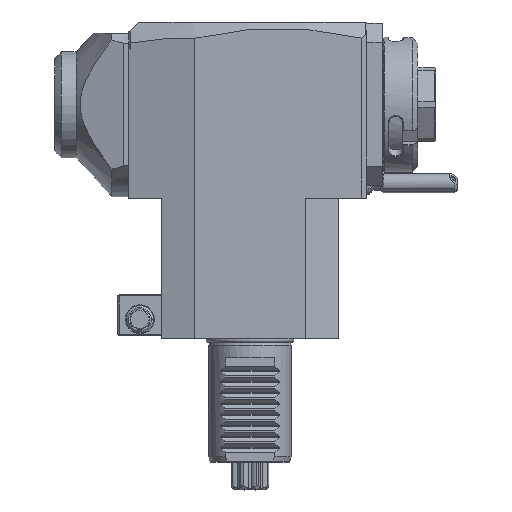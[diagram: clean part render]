
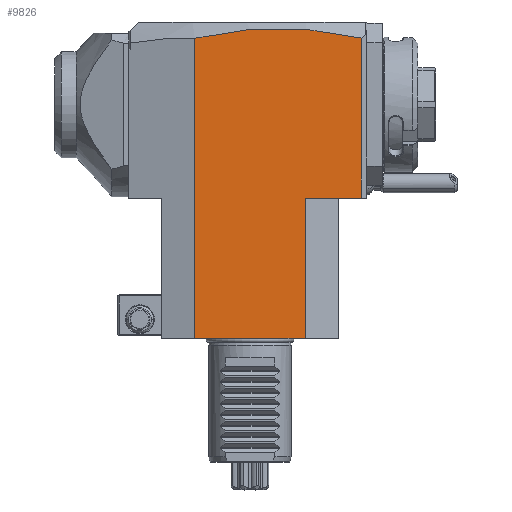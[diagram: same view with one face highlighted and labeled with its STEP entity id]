
A CAD part, top view. The second image highlights one B-rep face of the part: STEP entity #9826.
In plain terms, the highlighted planar face has unit normal (0, 0, 1).
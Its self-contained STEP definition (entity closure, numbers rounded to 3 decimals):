
#17=DIRECTION('',(-1.,0.,0.));
#18=VECTOR('',#17,40.);
#19=CARTESIAN_POINT('',(20.,0.,32.));
#20=LINE('',#19,#18);
#313=DIRECTION('',(-1.,0.,0.));
#314=VECTOR('',#313,20.5);
#315=CARTESIAN_POINT('',(40.5,51.,32.));
#316=LINE('',#315,#314);
#317=CARTESIAN_POINT('',(40.5,109.133,32.));
#318=CARTESIAN_POINT('',(35.458,110.345,32.));
#319=CARTESIAN_POINT('',(25.373,112.145,32.));
#320=CARTESIAN_POINT('',(10.247,113.032,32.));
#321=CARTESIAN_POINT('',(-4.877,112.124,32.));
#322=CARTESIAN_POINT('',(-14.959,110.311,32.));
#323=CARTESIAN_POINT('',(-20.,109.092,32.));
#329=DIRECTION('',(0.,1.,0.));
#330=VECTOR('',#329,58.133);
#331=CARTESIAN_POINT('',(40.5,51.,32.));
#332=LINE('',#331,#330);
#556=DIRECTION('',(0.,-1.,0.));
#557=VECTOR('',#556,109.092);
#558=CARTESIAN_POINT('',(-20.,109.092,32.));
#559=LINE('',#558,#557);
#5327=DIRECTION('',(0.,1.,0.));
#5328=VECTOR('',#5327,51.);
#5329=CARTESIAN_POINT('',(20.,0.,32.));
#5330=LINE('',#5329,#5328);
#9087=VERTEX_POINT('',#317);
#9088=VERTEX_POINT('',#323);
#9461=CARTESIAN_POINT('',(40.5,51.,32.));
#9462=VERTEX_POINT('',#9461);
#9475=CARTESIAN_POINT('',(20.,0.,32.));
#9476=VERTEX_POINT('',#9475);
#9477=CARTESIAN_POINT('',(-20.,0.,32.));
#9478=VERTEX_POINT('',#9477);
#9721=CARTESIAN_POINT('',(20.,51.,32.));
#9722=VERTEX_POINT('',#9721);
#9809=CARTESIAN_POINT('',(-35.103,51.,32.));
#9810=DIRECTION('',(0.,0.,1.));
#9811=DIRECTION('',(1.,0.,0.));
#9812=AXIS2_PLACEMENT_3D('',#9809,#9810,#9811);
#9813=PLANE('',#9812);
#9815=ORIENTED_EDGE('',*,*,#9814,.F.);
#9816=ORIENTED_EDGE('',*,*,#9791,.T.);
#9818=ORIENTED_EDGE('',*,*,#9817,.F.);
#9819=ORIENTED_EDGE('',*,*,#9738,.T.);
#9821=ORIENTED_EDGE('',*,*,#9820,.F.);
#9823=ORIENTED_EDGE('',*,*,#9822,.F.);
#9824=EDGE_LOOP('',(#9815,#9816,#9818,#9819,#9821,#9823));
#9825=FACE_OUTER_BOUND('',#9824,.F.);
#324=B_SPLINE_CURVE_WITH_KNOTS('',3,(#317,#318,#319,#320,#321,#322,#323),
.UNSPECIFIED.,.F.,.F.,(4,1,1,1,4),(0.,0.25,0.5,0.75,1.),
.UNSPECIFIED.);
#9738=EDGE_CURVE('',#9476,#9478,#20,.T.);
#9791=EDGE_CURVE('',#9462,#9722,#316,.T.);
#9814=EDGE_CURVE('',#9462,#9087,#332,.T.);
#9817=EDGE_CURVE('',#9476,#9722,#5330,.T.);
#9820=EDGE_CURVE('',#9088,#9478,#559,.T.);
#9822=EDGE_CURVE('',#9087,#9088,#324,.T.);
#9826=ADVANCED_FACE('',(#9825),#9813,.T.);
